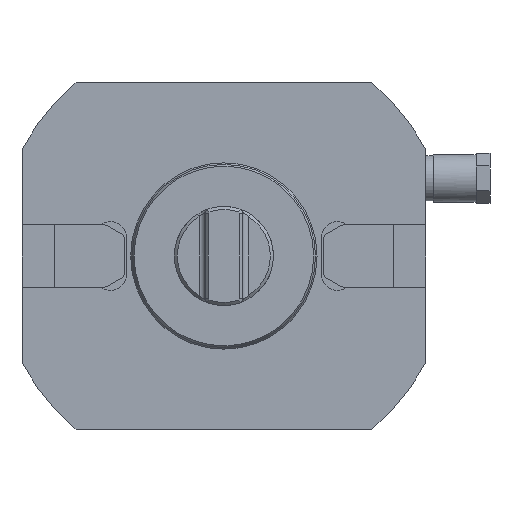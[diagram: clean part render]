
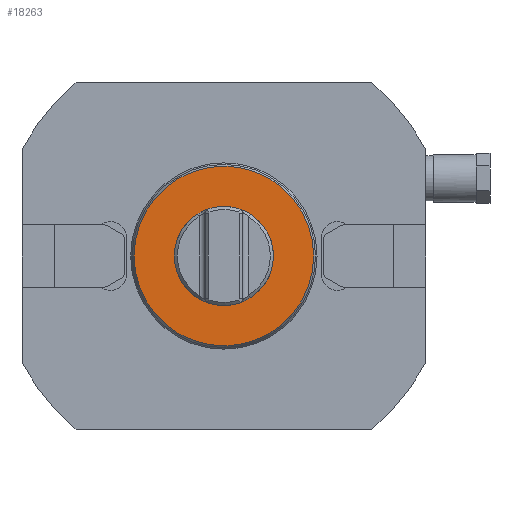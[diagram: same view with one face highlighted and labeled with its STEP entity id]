
A CAD part, front view. The second image highlights one B-rep face of the part: STEP entity #18263.
In plain terms, the highlighted planar face has unit normal (0, -1, 0).
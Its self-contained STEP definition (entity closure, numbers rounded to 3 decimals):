
#9 = CIRCLE ( 'NONE', #14899, 28.923 ) ;
#1565 = CIRCLE ( 'NONE', #4074, 15.95 ) ;
#2455 = CARTESIAN_POINT ( 'NONE',  ( 28.923, -127., 0. ) ) ;
#2462 = ORIENTED_EDGE ( 'NONE', *, *, #4635, .F. ) ;
#4074 = AXIS2_PLACEMENT_3D ( 'NONE', #15115, #18267, #13648 ) ;
#4330 = FACE_OUTER_BOUND ( 'NONE', #29553, .T. ) ;
#4635 = EDGE_CURVE ( 'NONE', #10228, #10228, #9, .T. ) ;
#8922 = ORIENTED_EDGE ( 'NONE', *, *, #14196, .T. ) ;
#10228 = VERTEX_POINT ( 'NONE', #19233 ) ;
#11244 = DIRECTION ( 'NONE',  ( 0., 1., 0. ) ) ;
#12118 = CARTESIAN_POINT ( 'NONE',  ( 0., -127., -15.95 ) ) ;
#13648 = DIRECTION ( 'NONE',  ( 0., 0., -1. ) ) ;
#13970 = PLANE ( 'NONE',  #26528 ) ;
#14196 = EDGE_CURVE ( 'NONE', #14768, #14768, #1565, .T. ) ;
#14768 = VERTEX_POINT ( 'NONE', #12118 ) ;
#14899 = AXIS2_PLACEMENT_3D ( 'NONE', #18054, #11244, #28099 ) ;
#15115 = CARTESIAN_POINT ( 'NONE',  ( 0., -127., 0. ) ) ;
#15998 = DIRECTION ( 'NONE',  ( 0., -1., 0. ) ) ;
#18054 = CARTESIAN_POINT ( 'NONE',  ( 0., -127., 0. ) ) ;
#18263 = ADVANCED_FACE ( 'Defeature completata1_312', ( #18592, #4330 ), #13970, .T. ) ;
#18267 = DIRECTION ( 'NONE',  ( 0., 1., 0. ) ) ;
#18592 = FACE_BOUND ( 'NONE', #20489, .T. ) ;
#19233 = CARTESIAN_POINT ( 'NONE',  ( 28.923, -127., 0. ) ) ;
#20489 = EDGE_LOOP ( 'NONE', ( #8922 ) ) ;
#25390 = DIRECTION ( 'NONE',  ( -1., 0., 0. ) ) ;
#26528 = AXIS2_PLACEMENT_3D ( 'NONE', #2455, #15998, #25390 ) ;
#28099 = DIRECTION ( 'NONE',  ( 1., 0., 0. ) ) ;
#29553 = EDGE_LOOP ( 'NONE', ( #2462 ) ) ;
